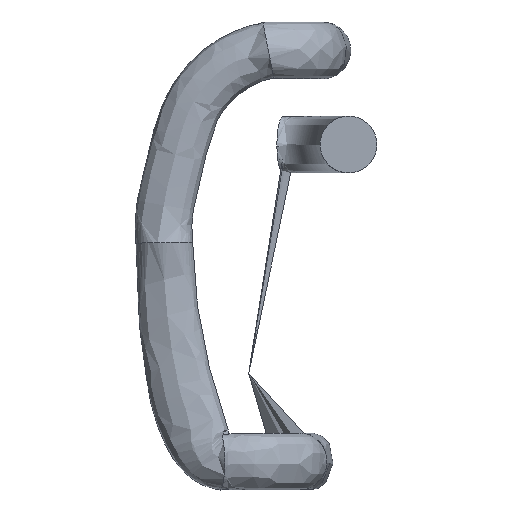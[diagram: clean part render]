
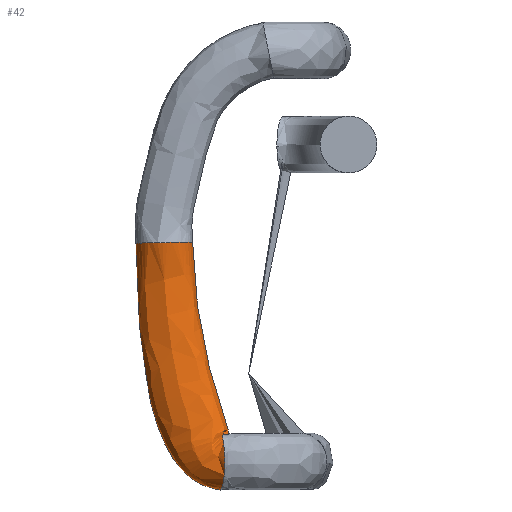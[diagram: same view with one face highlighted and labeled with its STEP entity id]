
A CAD part, left-side view. The second image highlights one B-rep face of the part: STEP entity #42.
In plain terms, the highlighted free-form (B-spline) face has degree [3, 3] with [6, 4] control points.
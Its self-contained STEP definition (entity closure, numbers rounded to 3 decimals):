
#3 = CARTESIAN_POINT ( 'NONE',  ( 16.54, -12.377, 3.104 ) ) ;
#32 = VERTEX_POINT ( 'NONE', #690 ) ;
#36 = CARTESIAN_POINT ( 'NONE',  ( 16.415, -5.529, 15.554 ) ) ;
#42 = ADVANCED_FACE ( 'NONE', ( #1005 ), #467, .T. ) ;
#53 = CARTESIAN_POINT ( 'NONE',  ( 16.094, -10.353, 24.844 ) ) ;
#78 = EDGE_CURVE ( 'NONE', #32, #450, #578, .T. ) ;
#100 = AXIS2_PLACEMENT_3D ( 'NONE', #340, #249, #576 ) ;
#117 = CARTESIAN_POINT ( 'NONE',  ( 16.415, -12.064, 3.139 ) ) ;
#120 = CARTESIAN_POINT ( 'NONE',  ( 16.417, -5.375, 24.617 ) ) ;
#121 = CARTESIAN_POINT ( 'NONE',  ( 16.094, -10.353, 24.844 ) ) ;
#126 = CARTESIAN_POINT ( 'NONE',  ( 19.028, -6.416, 4.926 ) ) ;
#132 = CARTESIAN_POINT ( 'NONE',  ( 16.094, -10.541, 14.346 ) ) ;
#187 = ORIENTED_EDGE ( 'NONE', *, *, #752, .F. ) ;
#195 = VERTEX_POINT ( 'NONE', #120 ) ;
#198 = CARTESIAN_POINT ( 'NONE',  ( 13.481, -10.185, 24.841 ) ) ;
#203 = CARTESIAN_POINT ( 'NONE',  ( 18.706, -10.71, 14.305 ) ) ;
#209 = CARTESIAN_POINT ( 'NONE',  ( 16.094, -10.353, 24.844 ) ) ;
#210 = CARTESIAN_POINT ( 'NONE',  ( 16.417, -5.375, 24.617 ) ) ;
#214 = CARTESIAN_POINT ( 'NONE',  ( 18.706, -13.479, 8.099 ) ) ;
#243 = AXIS2_PLACEMENT_3D ( 'NONE', #430, #749, #738 ) ;
#249 = DIRECTION ( 'NONE',  ( 0., 0.018, 1. ) ) ;
#261 = CIRCLE ( 'NONE', #100, 2.5 ) ;
#282 = CARTESIAN_POINT ( 'NONE',  ( 16.094, -13.433, 7.937 ) ) ;
#286 = CARTESIAN_POINT ( 'NONE',  ( 16.094, -13.433, 7.937 ) ) ;
#291 = CARTESIAN_POINT ( 'NONE',  ( 19.028, -5.698, 15.513 ) ) ;
#297 = CARTESIAN_POINT ( 'NONE',  ( 19.028, -12.11, 3.301 ) ) ;
#303 = CARTESIAN_POINT ( 'NONE',  ( 16.094, -14.105, 7.745 ) ) ;
#340 = CARTESIAN_POINT ( 'NONE',  ( 16.255, -7.859, 24.799 ) ) ;
#379 = EDGE_LOOP ( 'NONE', ( #553, #494, #782, #187 ) ) ;
#382 = CARTESIAN_POINT ( 'NONE',  ( 13.803, -5.36, 15.595 ) ) ;
#421 = EDGE_CURVE ( 'NONE', #853, #195, #1013, .T. ) ;
#430 = CARTESIAN_POINT ( 'NONE',  ( 16.255, -12.749, 5.538 ) ) ;
#449 = CARTESIAN_POINT ( 'NONE',  ( 16.415, -6.185, 4.817 ) ) ;
#450 = VERTEX_POINT ( 'NONE', #699 ) ;
#457 = CARTESIAN_POINT ( 'NONE',  ( 13.803, -12.018, 2.977 ) ) ;
#467 = B_SPLINE_SURFACE_WITH_KNOTS ( 'NONE', 3, 3, ( 
 ( #282, #924, #132, #53 ),
 ( #214, #856, #203, #861 ),
 ( #297, #126, #291, #520 ),
 ( #457, #620, #382, #1009 ),
 ( #707, #604, #1034, #198 ),
 ( #1028, #303, #846, #209 ) ),
 .UNSPECIFIED., .T., .F., .F.,
 ( 4, 2, 4 ),
 ( 4, 4 ),
 ( 0., 0.5, 1. ),
 ( 0., 1. ),
 .UNSPECIFIED. ) ;
#494 = ORIENTED_EDGE ( 'NONE', *, *, #737, .T. ) ;
#520 = CARTESIAN_POINT ( 'NONE',  ( 19.028, -5.533, 24.758 ) ) ;
#527 = CARTESIAN_POINT ( 'NONE',  ( 16.094, -14.105, 7.745 ) ) ;
#553 = ORIENTED_EDGE ( 'NONE', *, *, #421, .F. ) ;
#569 = CIRCLE ( 'NONE', #243, 2.5 ) ;
#576 = DIRECTION ( 'NONE',  ( -0.064, -0.998, 0.018 ) ) ;
#578 = B_SPLINE_CURVE_WITH_KNOTS ( 'NONE', 3,
 ( #286, #527, #776, #121 ),
 .UNSPECIFIED., .F., .F.,
 ( 4, 4 ),
 ( 0., 1. ),
 .UNSPECIFIED. ) ;
#604 = CARTESIAN_POINT ( 'NONE',  ( 13.481, -13.802, 7.657 ) ) ;
#620 = CARTESIAN_POINT ( 'NONE',  ( 13.803, -5.954, 4.708 ) ) ;
#690 = CARTESIAN_POINT ( 'NONE',  ( 15.969, -13.12, 7.972 ) ) ;
#699 = CARTESIAN_POINT ( 'NONE',  ( 16.092, -10.343, 24.981 ) ) ;
#707 = CARTESIAN_POINT ( 'NONE',  ( 13.481, -13.387, 7.775 ) ) ;
#737 = EDGE_CURVE ( 'NONE', #853, #32, #569, .T. ) ;
#738 = DIRECTION ( 'NONE',  ( -0.087, -0.015, 0.996 ) ) ;
#749 = DIRECTION ( 'NONE',  ( -0.171, 0.985, 0. ) ) ;
#752 = EDGE_CURVE ( 'NONE', #195, #450, #261, .T. ) ;
#776 = CARTESIAN_POINT ( 'NONE',  ( 16.094, -10.541, 14.346 ) ) ;
#782 = ORIENTED_EDGE ( 'NONE', *, *, #78, .T. ) ;
#846 = CARTESIAN_POINT ( 'NONE',  ( 16.094, -10.541, 14.346 ) ) ;
#853 = VERTEX_POINT ( 'NONE', #3 ) ;
#856 = CARTESIAN_POINT ( 'NONE',  ( 18.706, -14.408, 7.834 ) ) ;
#861 = CARTESIAN_POINT ( 'NONE',  ( 18.706, -10.522, 24.847 ) ) ;
#924 = CARTESIAN_POINT ( 'NONE',  ( 16.094, -14.105, 7.745 ) ) ;
#1005 = FACE_OUTER_BOUND ( 'NONE', #379, .T. ) ;
#1009 = CARTESIAN_POINT ( 'NONE',  ( 13.803, -5.196, 24.752 ) ) ;
#1013 = B_SPLINE_CURVE_WITH_KNOTS ( 'NONE', 3,
 ( #117, #449, #36, #210 ),
 .UNSPECIFIED., .F., .F.,
 ( 4, 4 ),
 ( 0., 1. ),
 .UNSPECIFIED. ) ;
#1028 = CARTESIAN_POINT ( 'NONE',  ( 16.094, -13.433, 7.937 ) ) ;
#1034 = CARTESIAN_POINT ( 'NONE',  ( 13.481, -10.372, 14.387 ) ) ;
